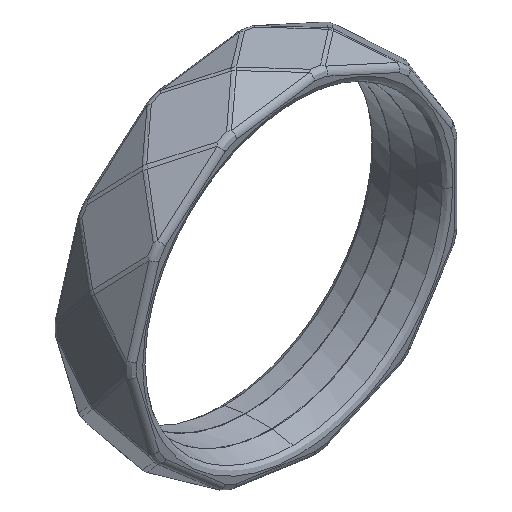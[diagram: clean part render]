
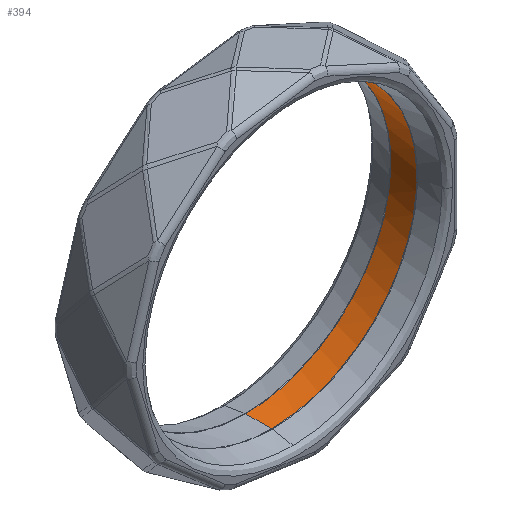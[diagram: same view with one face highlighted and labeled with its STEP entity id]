
A CAD part, isometric view. The second image highlights one B-rep face of the part: STEP entity #394.
In plain terms, the highlighted free-form (B-spline) face has degree [2, 1] with [5, 2] control points.
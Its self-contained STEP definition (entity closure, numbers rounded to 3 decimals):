
#150 = VERTEX_POINT('',#151);
#151 = CARTESIAN_POINT('',(0.,-0.667,7.474));
#157 = EDGE_CURVE('',#158,#150,#160,.T.);
#158 = VERTEX_POINT('',#159);
#159 = CARTESIAN_POINT('',(0.,-0.667,
    -7.474));
#160 = ( BOUNDED_CURVE() B_SPLINE_CURVE(2,(#161,#162,#163,#164,#165),
.UNSPECIFIED.,.F.,.F.) B_SPLINE_CURVE_WITH_KNOTS((3,2,3),(0.,
1.571,3.142),.PIECEWISE_BEZIER_KNOTS.) CURVE() 
GEOMETRIC_REPRESENTATION_ITEM() RATIONAL_B_SPLINE_CURVE((1.,
0.707,1.,0.707,1.)) REPRESENTATION_ITEM('') );
#161 = CARTESIAN_POINT('',(0.,-0.667,-7.474));
#162 = CARTESIAN_POINT('',(7.474,-0.667,-7.474
    ));
#163 = CARTESIAN_POINT('',(7.474,-0.667,
    0.));
#164 = CARTESIAN_POINT('',(7.474,-0.667,7.474)
  );
#165 = CARTESIAN_POINT('',(0.,-0.667,
    7.474));
#192 = EDGE_CURVE('',#193,#195,#197,.T.);
#193 = VERTEX_POINT('',#194);
#194 = CARTESIAN_POINT('',(0.,0.667,7.474));
#195 = VERTEX_POINT('',#196);
#196 = CARTESIAN_POINT('',(0.,0.667,
    -7.474));
#197 = ( BOUNDED_CURVE() B_SPLINE_CURVE(2,(#198,#199,#200,#201,#202),
.UNSPECIFIED.,.F.,.F.) B_SPLINE_CURVE_WITH_KNOTS((3,2,3),(3.142,
4.712,6.283),.PIECEWISE_BEZIER_KNOTS.) CURVE() 
GEOMETRIC_REPRESENTATION_ITEM() RATIONAL_B_SPLINE_CURVE((1.,
0.707,1.,0.707,1.)) REPRESENTATION_ITEM('') );
#198 = CARTESIAN_POINT('',(0.,0.667,
    7.474));
#199 = CARTESIAN_POINT('',(7.474,0.667,7.474)
  );
#200 = CARTESIAN_POINT('',(7.474,0.667,
    0.));
#201 = CARTESIAN_POINT('',(7.474,0.667,-7.474)
  );
#202 = CARTESIAN_POINT('',(0.,0.667,
    -7.474));
#280 = EDGE_CURVE('',#150,#193,#281,.T.);
#281 = B_SPLINE_CURVE_WITH_KNOTS('',1,(#282,#283),.UNSPECIFIED.,.F.,.F.,
  (2,2),(8.006,9.656),.PIECEWISE_BEZIER_KNOTS.);
#282 = CARTESIAN_POINT('',(0.,-0.667,7.474));
#283 = CARTESIAN_POINT('',(0.,0.667,7.474));
#293 = EDGE_CURVE('',#158,#195,#294,.T.);
#294 = B_SPLINE_CURVE_WITH_KNOTS('',1,(#295,#296),.UNSPECIFIED.,.F.,.F.,
  (2,2),(8.006,9.656),.PIECEWISE_BEZIER_KNOTS.);
#295 = CARTESIAN_POINT('',(0.,-0.667,
    -7.474));
#296 = CARTESIAN_POINT('',(0.,0.667,
    -7.474));
#394 = ADVANCED_FACE('',(#395),#401,.F.);
#395 = FACE_BOUND('',#396,.F.);
#396 = EDGE_LOOP('',(#397,#398,#399,#400));
#397 = ORIENTED_EDGE('',*,*,#192,.F.);
#398 = ORIENTED_EDGE('',*,*,#280,.F.);
#399 = ORIENTED_EDGE('',*,*,#157,.F.);
#400 = ORIENTED_EDGE('',*,*,#293,.T.);
#401 = ( BOUNDED_SURFACE() B_SPLINE_SURFACE(2,1,(
    (#402,#403)
    ,(#404,#405)
    ,(#406,#407)
    ,(#408,#409)
,(#410,#411
    )),.UNSPECIFIED.,.F.,.F.,.F.) B_SPLINE_SURFACE_WITH_KNOTS((3,2,3),(2
    ,2),(0.,1.571,3.142),(8.006,9.656
),.PIECEWISE_BEZIER_KNOTS.) GEOMETRIC_REPRESENTATION_ITEM() 
RATIONAL_B_SPLINE_SURFACE((
    (1.,1.)
    ,(0.707,0.707)
    ,(1.,1.)
    ,(0.707,0.707)
,(1.,1.))) REPRESENTATION_ITEM('') SURFACE() );
#402 = CARTESIAN_POINT('',(0.,-0.667,7.474));
#403 = CARTESIAN_POINT('',(0.,0.667,7.474));
#404 = CARTESIAN_POINT('',(7.474,-0.667,7.474)
  );
#405 = CARTESIAN_POINT('',(7.474,0.667,7.474)
  );
#406 = CARTESIAN_POINT('',(7.474,-0.667,
    0.));
#407 = CARTESIAN_POINT('',(7.474,0.667,
    0.));
#408 = CARTESIAN_POINT('',(7.474,-0.667,-7.474
    ));
#409 = CARTESIAN_POINT('',(7.474,0.667,-7.474)
  );
#410 = CARTESIAN_POINT('',(0.,-0.667,
    -7.474));
#411 = CARTESIAN_POINT('',(0.,0.667,
    -7.474));
